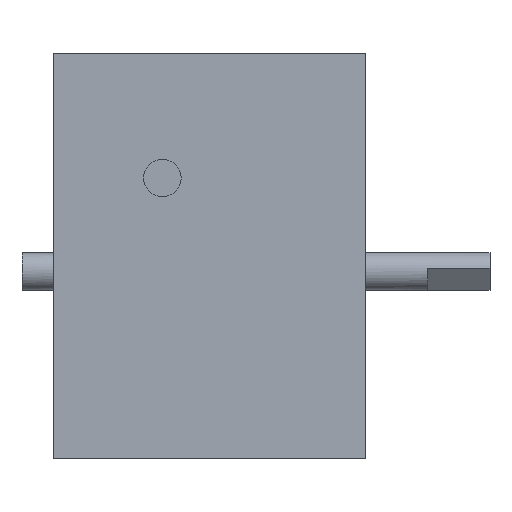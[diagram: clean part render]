
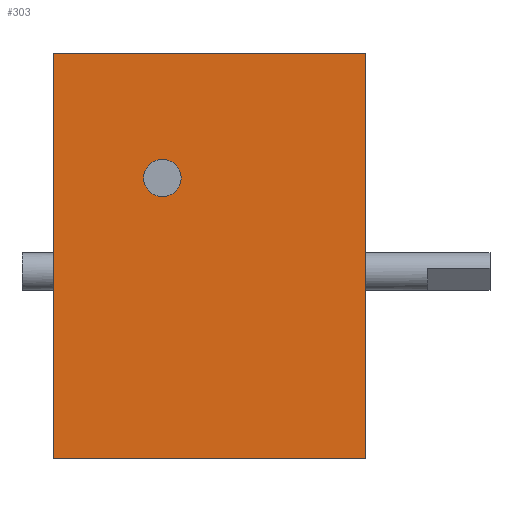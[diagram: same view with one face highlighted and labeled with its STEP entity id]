
A CAD part, left-side view. The second image highlights one B-rep face of the part: STEP entity #303.
In plain terms, the highlighted planar face has unit normal (-1, 0, 0).
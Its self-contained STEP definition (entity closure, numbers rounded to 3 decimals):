
#52=FACE_BOUND('',#91,.T.);
#59=CIRCLE('',#346,6.);
#71=FACE_OUTER_BOUND('',#90,.T.);
#90=EDGE_LOOP('',(#223,#224,#225,#226));
#91=EDGE_LOOP('',(#227));
#104=LINE('',#492,#124);
#107=LINE('',#498,#127);
#112=LINE('',#516,#132);
#114=LINE('',#523,#134);
#124=VECTOR('',#383,10.);
#127=VECTOR('',#388,10.);
#132=VECTOR('',#405,10.);
#134=VECTOR('',#413,10.);
#143=VERTEX_POINT('',#488);
#145=VERTEX_POINT('',#491);
#147=VERTEX_POINT('',#497);
#154=VERTEX_POINT('',#515);
#157=VERTEX_POINT('',#524);
#168=EDGE_CURVE('',#145,#143,#104,.T.);
#171=EDGE_CURVE('',#143,#147,#107,.T.);
#180=EDGE_CURVE('',#145,#154,#112,.T.);
#184=EDGE_CURVE('',#147,#154,#114,.T.);
#185=EDGE_CURVE('',#157,#157,#59,.T.);
#223=ORIENTED_EDGE('',*,*,#171,.T.);
#224=ORIENTED_EDGE('',*,*,#184,.T.);
#225=ORIENTED_EDGE('',*,*,#180,.F.);
#226=ORIENTED_EDGE('',*,*,#168,.T.);
#227=ORIENTED_EDGE('',*,*,#185,.T.);
#273=PLANE('',#345);
#303=ADVANCED_FACE('',(#71,#52),#273,.T.);
#345=AXIS2_PLACEMENT_3D('',#522,#411,#412);
#346=AXIS2_PLACEMENT_3D('',#525,#414,#415);
#383=DIRECTION('',(0.,-1.,0.));
#388=DIRECTION('',(0.,0.,1.));
#405=DIRECTION('',(0.,0.,1.));
#411=DIRECTION('center_axis',(-1.,0.,0.));
#412=DIRECTION('ref_axis',(0.,0.,1.));
#413=DIRECTION('',(0.,1.,0.));
#414=DIRECTION('center_axis',(1.,0.,0.));
#415=DIRECTION('ref_axis',(0.,0.,-1.));
#488=CARTESIAN_POINT('',(0.,0.,0.));
#491=CARTESIAN_POINT('',(0.,100.,0.));
#492=CARTESIAN_POINT('',(0.,100.,0.));
#497=CARTESIAN_POINT('',(0.,0.,130.));
#498=CARTESIAN_POINT('',(0.,0.,0.));
#515=CARTESIAN_POINT('',(0.,100.,130.));
#516=CARTESIAN_POINT('',(0.,100.,0.));
#522=CARTESIAN_POINT('Origin',(0.,0.,0.));
#523=CARTESIAN_POINT('',(0.,100.,130.));
#524=CARTESIAN_POINT('',(0.,71.,90.));
#525=CARTESIAN_POINT('Origin',(0.,65.,90.));
